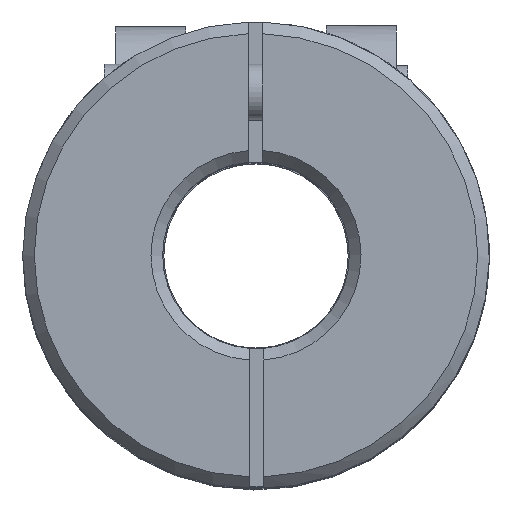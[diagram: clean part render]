
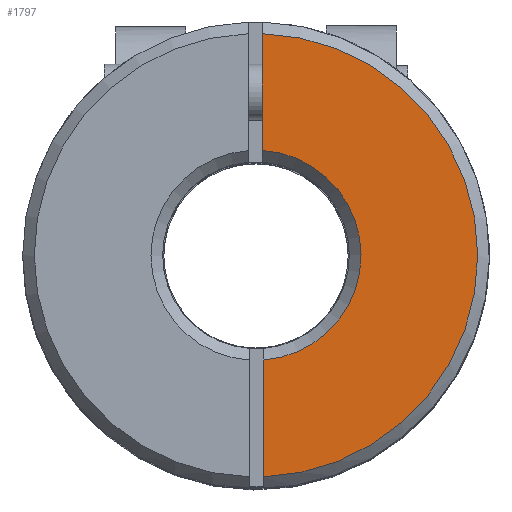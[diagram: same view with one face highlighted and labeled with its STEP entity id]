
A CAD part, top view. The second image highlights one B-rep face of the part: STEP entity #1797.
In plain terms, the highlighted planar face has unit normal (0, 0, 1).
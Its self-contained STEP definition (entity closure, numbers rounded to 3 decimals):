
#43=PLANE('',#1941);
#154=FACE_OUTER_BOUND('',#259,.T.);
#259=EDGE_LOOP('',(#1239,#1240,#1241,#1242));
#380=LINE('',#2866,#488);
#385=LINE('',#2894,#493);
#488=VECTOR('',#2190,10.);
#493=VECTOR('',#2213,10.);
#598=CIRCLE('',#1926,9.5);
#602=CIRCLE('',#1934,4.5);
#739=VERTEX_POINT('',#2844);
#740=VERTEX_POINT('',#2848);
#744=VERTEX_POINT('',#2862);
#752=VERTEX_POINT('',#2887);
#928=EDGE_CURVE('',#739,#740,#598,.T.);
#934=EDGE_CURVE('',#739,#744,#380,.T.);
#944=EDGE_CURVE('',#752,#744,#602,.T.);
#946=EDGE_CURVE('',#752,#740,#385,.T.);
#1239=ORIENTED_EDGE('',*,*,#928,.F.);
#1240=ORIENTED_EDGE('',*,*,#934,.T.);
#1241=ORIENTED_EDGE('',*,*,#944,.F.);
#1242=ORIENTED_EDGE('',*,*,#946,.T.);
#1797=ADVANCED_FACE('',(#154),#43,.T.);
#1926=AXIS2_PLACEMENT_3D('',#2849,#2184,#2185);
#1934=AXIS2_PLACEMENT_3D('',#2891,#2207,#2208);
#1941=AXIS2_PLACEMENT_3D('',#2910,#2226,#2227);
#2184=DIRECTION('center_axis',(0.,0.,-1.));
#2185=DIRECTION('ref_axis',(1.,0.,0.));
#2190=DIRECTION('',(0.,-1.,0.));
#2207=DIRECTION('center_axis',(0.,0.,1.));
#2208=DIRECTION('ref_axis',(1.,0.,0.));
#2213=DIRECTION('',(0.,-1.,0.));
#2226=DIRECTION('center_axis',(0.,0.,1.));
#2227=DIRECTION('ref_axis',(1.,0.,0.));
#2844=CARTESIAN_POINT('',(0.267,9.496,33.5));
#2848=CARTESIAN_POINT('',(0.315,-9.495,33.5));
#2849=CARTESIAN_POINT('Origin',(0.,0.,33.5));
#2862=CARTESIAN_POINT('',(0.267,4.492,33.5));
#2866=CARTESIAN_POINT('',(0.267,10.,33.5));
#2887=CARTESIAN_POINT('',(0.315,-4.489,33.5));
#2891=CARTESIAN_POINT('Origin',(0.,0.,33.5));
#2894=CARTESIAN_POINT('',(0.315,-3.978,33.5));
#2910=CARTESIAN_POINT('Origin',(0.,-0.002,33.5));
